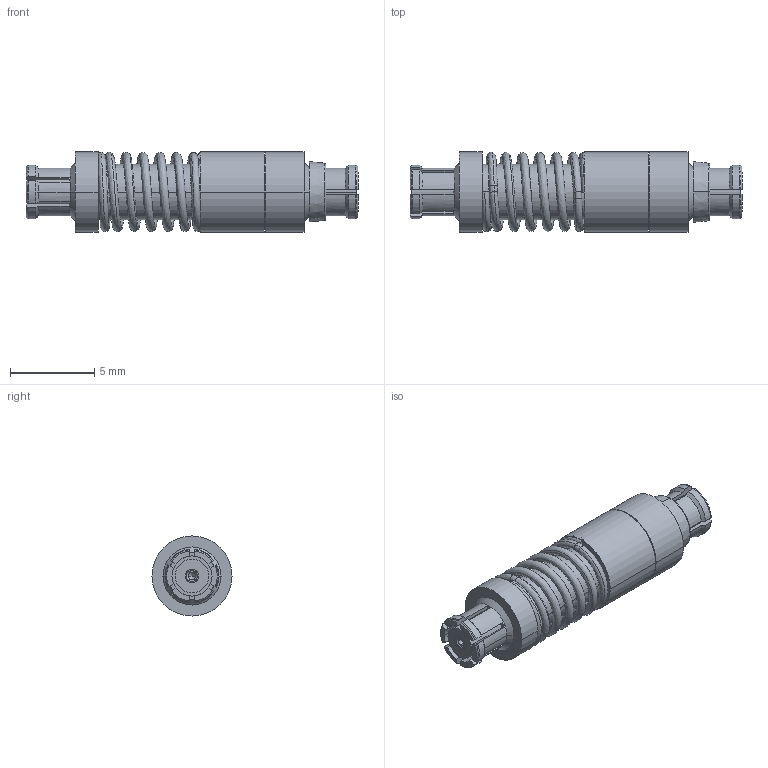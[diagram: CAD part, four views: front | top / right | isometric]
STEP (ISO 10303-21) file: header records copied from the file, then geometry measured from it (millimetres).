
FILE_DESCRIPTION (( 'STEP AP214' ), '1' );
FILE_NAME ('FMAD1740_3D.step', '2024-03-11T15:55:31', ( '' ), ( '' ), 'SwSTEP 2.0', 'SolidWorks 2022', '' );
FILE_SCHEMA (( 'AUTOMOTIVE_DESIGN' ));
Length unit declared in the file: inch
Products named in the file (6): 121-SA6V0N-NS（SMP-KVK）-2^FMAD1740; FMAD1740_3D; 121-SA6V0N-NS（SMP-KVK）-3^FMAD1740; 121-SA6V0N-NS（SMP-KVK）-0^FMAD1740; 121-SA6V0N-NS（SMP-KVK）^FMAD1740; 121-SA6V0N-NS（SMP-KVK）-1^FMAD1740
Assembly tree (5 placements, depth 2):
  FMAD1740_3D
    121-SA6V0N-NS（SMP-KVK）^FMAD1740
    121-SA6V0N-NS（SMP-KVK）-0^FMAD1740
    121-SA6V0N-NS（SMP-KVK）-1^FMAD1740
    121-SA6V0N-NS（SMP-KVK）-2^FMAD1740
    121-SA6V0N-NS（SMP-KVK）-3^FMAD1740
Bounding box: 19.68 x 4.75 x 4.75 mm (x, y, z)
Volume: 235.9 mm3; surface area: 570.5 mm2
Topology: 5 solids, 5 shells, 188 faces, 483 edges, 311 vertices
Faces by surface type: plane 72, cylinder 47, cone 46, torus 13, bspline 10
Entity records: 9766 total; most frequent: CARTESIAN_POINT 4750, DIRECTION 964, ORIENTED_EDGE 958, EDGE_CURVE 479, AXIS2_PLACEMENT_3D 387, VERTEX_POINT 311, CIRCLE 201, EDGE_LOOP 198
